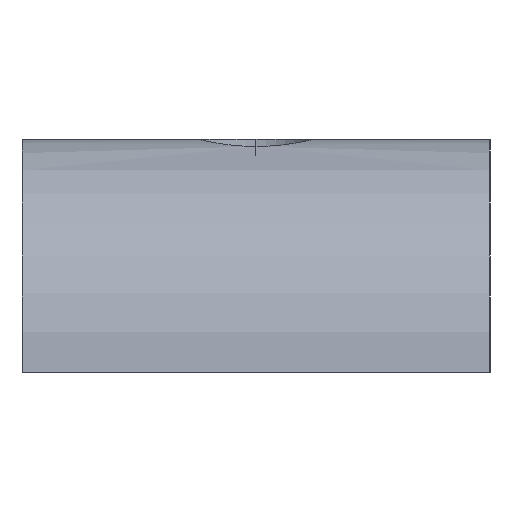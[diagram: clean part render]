
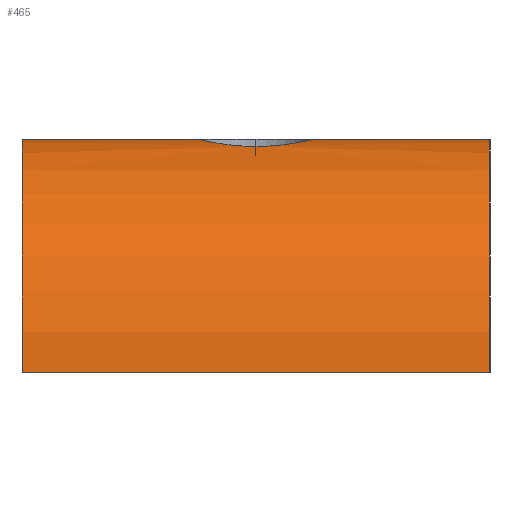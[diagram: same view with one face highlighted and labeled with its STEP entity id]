
A CAD part, left-side view. The second image highlights one B-rep face of the part: STEP entity #465.
In plain terms, the highlighted cylindrical face has radius 10 mm (diameter 20 mm), a partial arc.
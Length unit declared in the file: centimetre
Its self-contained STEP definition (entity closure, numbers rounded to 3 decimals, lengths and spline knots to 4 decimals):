
#1 = CARTESIAN_POINT ( 'NONE',  ( 0.8745, 1.2169, 0.9922 ) ) ;
#5 = VERTEX_POINT ( 'NONE', #419 ) ;
#12 = CARTESIAN_POINT ( 'NONE',  ( 0.75, 1., 0.9682 ) ) ;
#15 = LINE ( 'NONE', #394, #182 ) ;
#16 = CARTESIAN_POINT ( 'NONE',  ( 0.8348, 0.8117, 0.9863 ) ) ;
#19 = CARTESIAN_POINT ( 'NONE',  ( 0.8474, 1.1987, 0.9884 ) ) ;
#34 = CARTESIAN_POINT ( 'NONE',  ( 0.9834, 0.75, 1. ) ) ;
#39 = DIRECTION ( 'NONE',  ( 0., 0., -1. ) ) ;
#41 = B_SPLINE_CURVE_WITH_KNOTS ( 'NONE', 3,
 ( #486, #68, #221, #299, #338, #186, #1, #19, #277, #98, #170, #430, #89, #244, #324, #54 ),
 .UNSPECIFIED., .F., .F.,
 ( 4, 2, 2, 2, 2, 2, 2, 4 ),
 ( 0., 0.0005, 0.001, 0.0015, 0.002, 0.0029, 0.0034, 0.0039 ),
 .UNSPECIFIED. ) ;
#44 = CARTESIAN_POINT ( 'NONE',  ( 0.8889, 0.7754, 0.9939 ) ) ;
#47 = DIRECTION ( 'NONE',  ( 0., 0., 1. ) ) ;
#50 = CARTESIAN_POINT ( 'NONE',  ( 1., 0., 0. ) ) ;
#54 = CARTESIAN_POINT ( 'NONE',  ( 0.75, 1., 0.9682 ) ) ;
#55 = CARTESIAN_POINT ( 'NONE',  ( 0.7817, 0.8738, 0.976 ) ) ;
#60 = LINE ( 'NONE', #134, #355 ) ;
#62 = CARTESIAN_POINT ( 'NONE',  ( 1., 2., 0. ) ) ;
#68 = CARTESIAN_POINT ( 'NONE',  ( 0.9834, 1.25, 1. ) ) ;
#71 = CARTESIAN_POINT ( 'NONE',  ( 0.9668, 0.7517, 0.9996 ) ) ;
#72 = ORIENTED_EDGE ( 'NONE', *, *, #289, .F. ) ;
#81 = CARTESIAN_POINT ( 'NONE',  ( 0.9347, 0.7581, 0.998 ) ) ;
#89 = CARTESIAN_POINT ( 'NONE',  ( 0.758, 1.065, 0.9703 ) ) ;
#90 = CARTESIAN_POINT ( 'NONE',  ( 0.7628, 0.9193, 0.9715 ) ) ;
#98 = CARTESIAN_POINT ( 'NONE',  ( 0.8002, 1.1537, 0.9801 ) ) ;
#104 = DIRECTION ( 'NONE',  ( 0., -1., 0. ) ) ;
#109 = ORIENTED_EDGE ( 'NONE', *, *, #448, .T. ) ;
#114 = ORIENTED_EDGE ( 'NONE', *, *, #459, .F. ) ;
#127 = DIRECTION ( 'NONE',  ( 0., -1., 0. ) ) ;
#131 = CIRCLE ( 'NONE', #292, 1. ) ;
#134 = CARTESIAN_POINT ( 'NONE',  ( 1., 0., 1. ) ) ;
#147 = ORIENTED_EDGE ( 'NONE', *, *, #256, .F. ) ;
#161 = CARTESIAN_POINT ( 'NONE',  ( 0.8473, 0.8014, 0.9884 ) ) ;
#164 = LINE ( 'NONE', #320, #273 ) ;
#165 = CARTESIAN_POINT ( 'NONE',  ( 1., 2., 1. ) ) ;
#170 = CARTESIAN_POINT ( 'NONE',  ( 0.7816, 1.1259, 0.9759 ) ) ;
#182 = VECTOR ( 'NONE', #436, 100. ) ;
#183 = CARTESIAN_POINT ( 'NONE',  ( 1., 1.25, 1. ) ) ;
#186 = CARTESIAN_POINT ( 'NONE',  ( 0.8889, 1.2245, 0.9939 ) ) ;
#189 = VERTEX_POINT ( 'NONE', #477 ) ;
#191 = CARTESIAN_POINT ( 'NONE',  ( 0.9191, 0.7629, 0.9968 ) ) ;
#197 = VERTEX_POINT ( 'NONE', #165 ) ;
#204 = CARTESIAN_POINT ( 'NONE',  ( 0.8001, 0.8464, 0.9801 ) ) ;
#221 = CARTESIAN_POINT ( 'NONE',  ( 0.9671, 1.2484, 0.9996 ) ) ;
#224 = CARTESIAN_POINT ( 'NONE',  ( 1., 0.75, 1. ) ) ;
#231 = EDGE_CURVE ( 'NONE', #469, #189, #60, .T. ) ;
#240 = CARTESIAN_POINT ( 'NONE',  ( 1., 0., 0. ) ) ;
#244 = CARTESIAN_POINT ( 'NONE',  ( 0.7516, 1.0327, 0.9687 ) ) ;
#256 = EDGE_CURVE ( 'NONE', #406, #197, #297, .T. ) ;
#259 = ORIENTED_EDGE ( 'NONE', *, *, #231, .F. ) ;
#263 = CARTESIAN_POINT ( 'NONE',  ( 0., 2., 0. ) ) ;
#272 = FACE_OUTER_BOUND ( 'NONE', #409, .T. ) ;
#273 = VECTOR ( 'NONE', #127, 100. ) ;
#277 = CARTESIAN_POINT ( 'NONE',  ( 0.8346, 1.1882, 0.9863 ) ) ;
#289 = EDGE_CURVE ( 'NONE', #189, #5, #131, .T. ) ;
#292 = AXIS2_PLACEMENT_3D ( 'NONE', #240, #313, #47 ) ;
#297 = CIRCLE ( 'NONE', #332, 1. ) ;
#299 = CARTESIAN_POINT ( 'NONE',  ( 0.9351, 1.242, 0.998 ) ) ;
#300 = B_SPLINE_CURVE_WITH_KNOTS ( 'NONE', 3,
 ( #12, #466, #383, #348, #90, #55, #204, #16, #161, #420, #44, #191, #81, #71, #34, #224 ),
 .UNSPECIFIED., .F., .F.,
 ( 4, 2, 2, 2, 2, 2, 2, 4 ),
 ( 0.0039, 0.0044, 0.0049, 0.0059, 0.0064, 0.0069, 0.0074, 0.0078 ),
 .UNSPECIFIED. ) ;
#306 = ORIENTED_EDGE ( 'NONE', *, *, #322, .F. ) ;
#313 = DIRECTION ( 'NONE',  ( 0., -1., 0. ) ) ;
#320 = CARTESIAN_POINT ( 'NONE',  ( 1., 0., 1. ) ) ;
#322 = EDGE_CURVE ( 'NONE', #371, #469, #300, .T. ) ;
#324 = CARTESIAN_POINT ( 'NONE',  ( 0.75, 1.0164, 0.9682 ) ) ;
#329 = DIRECTION ( 'NONE',  ( 0., 0., -1. ) ) ;
#332 = AXIS2_PLACEMENT_3D ( 'NONE', #62, #445, #329 ) ;
#334 = VERTEX_POINT ( 'NONE', #183 ) ;
#338 = CARTESIAN_POINT ( 'NONE',  ( 0.9191, 1.2371, 0.9968 ) ) ;
#343 = CYLINDRICAL_SURFACE ( 'NONE', #362, 1. ) ;
#348 = CARTESIAN_POINT ( 'NONE',  ( 0.7581, 0.9349, 0.9703 ) ) ;
#350 = DIRECTION ( 'NONE',  ( 0., -1., 0. ) ) ;
#355 = VECTOR ( 'NONE', #104, 100. ) ;
#362 = AXIS2_PLACEMENT_3D ( 'NONE', #50, #350, #39 ) ;
#371 = VERTEX_POINT ( 'NONE', #457 ) ;
#376 = ORIENTED_EDGE ( 'NONE', *, *, #432, .F. ) ;
#383 = CARTESIAN_POINT ( 'NONE',  ( 0.7516, 0.967, 0.9687 ) ) ;
#394 = CARTESIAN_POINT ( 'NONE',  ( 0., 0., 0. ) ) ;
#406 = VERTEX_POINT ( 'NONE', #263 ) ;
#409 = EDGE_LOOP ( 'NONE', ( #147, #109, #72, #259, #306, #376, #114 ) ) ;
#419 = CARTESIAN_POINT ( 'NONE',  ( 0., 0., 0. ) ) ;
#420 = CARTESIAN_POINT ( 'NONE',  ( 0.8743, 0.7833, 0.9922 ) ) ;
#423 = CARTESIAN_POINT ( 'NONE',  ( 1., 0.75, 1. ) ) ;
#430 = CARTESIAN_POINT ( 'NONE',  ( 0.7629, 1.0808, 0.9715 ) ) ;
#432 = EDGE_CURVE ( 'NONE', #334, #371, #41, .T. ) ;
#436 = DIRECTION ( 'NONE',  ( 0., -1., 0. ) ) ;
#445 = DIRECTION ( 'NONE',  ( 0., 1., 0. ) ) ;
#448 = EDGE_CURVE ( 'NONE', #406, #5, #15, .T. ) ;
#457 = CARTESIAN_POINT ( 'NONE',  ( 0.75, 1., 0.9682 ) ) ;
#459 = EDGE_CURVE ( 'NONE', #197, #334, #164, .T. ) ;
#465 = ADVANCED_FACE ( 'NONE', ( #272 ), #343, .T. ) ;
#466 = CARTESIAN_POINT ( 'NONE',  ( 0.75, 0.9836, 0.9682 ) ) ;
#469 = VERTEX_POINT ( 'NONE', #423 ) ;
#477 = CARTESIAN_POINT ( 'NONE',  ( 1., 0., 1. ) ) ;
#486 = CARTESIAN_POINT ( 'NONE',  ( 1., 1.25, 1. ) ) ;
